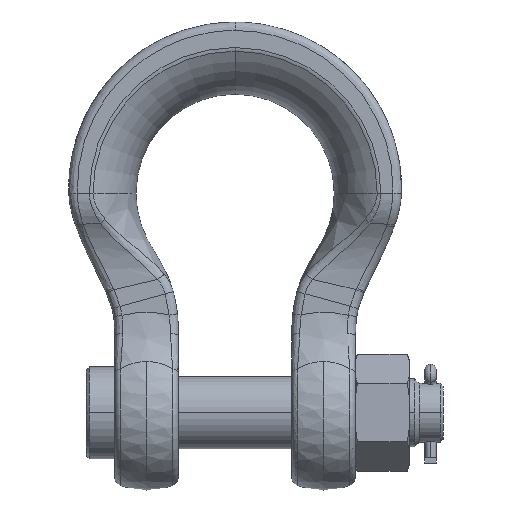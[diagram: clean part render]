
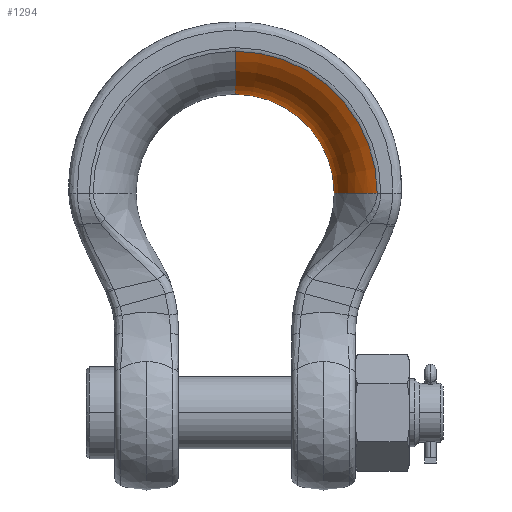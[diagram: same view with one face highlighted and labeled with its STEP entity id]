
A CAD part, left-side view. The second image highlights one B-rep face of the part: STEP entity #1294.
In plain terms, the highlighted toroidal (fillet/blend) face has major radius 123 mm and minor radius 53 mm.
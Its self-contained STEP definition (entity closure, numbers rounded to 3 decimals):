
#1294=ADVANCED_FACE('',(#2859),#2860,.T.);
#2859=FACE_OUTER_BOUND('',#24546,.T.);
#2860=TOROIDAL_SURFACE('',#24547,123.0,53.);
#24546=EDGE_LOOP('',(#39645,#39646,#39647,#39648,#39649));
#24547=AXIS2_PLACEMENT_3D('',#39650,#39651,#39652);
#39645=ORIENTED_EDGE('',*,*,#42137,.T.);
#39646=ORIENTED_EDGE('',*,*,#42932,.T.);
#39647=ORIENTED_EDGE('',*,*,#42931,.T.);
#39648=ORIENTED_EDGE('',*,*,#42349,.T.);
#39649=ORIENTED_EDGE('',*,*,#42200,.T.);
#39650=CARTESIAN_POINT('',(0.,0.,155.0));
#39651=DIRECTION('',(-1.0,0.0,0.0));
#39652=DIRECTION('',(0.0,0.0,1.0));
#42137=EDGE_CURVE('',#44484,#44485,#44486,.T.);
#42200=EDGE_CURVE('',#44602,#44484,#44603,.T.);
#42349=EDGE_CURVE('',#44869,#44602,#44870,.T.);
#42931=EDGE_CURVE('',#45716,#44869,#45717,.T.);
#42932=EDGE_CURVE('',#44485,#45716,#45718,.T.);
#44484=VERTEX_POINT('',#49609);
#44485=VERTEX_POINT('',#49610);
#44486=CIRCLE('',#49611,70.);
#44602=VERTEX_POINT('',#50612);
#44603=CIRCLE('',#50613,53.);
#44869=VERTEX_POINT('',#52843);
#44870=CIRCLE('',#52844,100.37);
#45716=VERTEX_POINT('',#64078);
#45717=CIRCLE('',#64079,52.99);
#45718=B_SPLINE_CURVE_WITH_KNOTS('',3,(#64080,#64081,#64082,#64083,#64084,#64085,#64086,#64087,#64088,#64089,#64090,#64091,#64092,#64093,#64094,#64095,#64096,#64097,#64098,#64099,#64100,#64101,#64102,#64103,#64104,#64105,#64106,#64107,#64108,#64109,#64110,#64111,#64112,#64113),.UNSPECIFIED.,.F.,.F.,(4,3,3,3,3,3,3,3,3,3,3,4),(0.0,0.117,0.264,0.324,0.433,0.464,0.563,0.567,0.801,0.825,0.924,1.),.UNSPECIFIED.);
#49609=CARTESIAN_POINT('',(0.,0.,225.0));
#49610=CARTESIAN_POINT('',(0.,-70.,155.));
#49611=AXIS2_PLACEMENT_3D('',#74073,#74074,#74075);
#50612=CARTESIAN_POINT('',(-47.926,0.,255.369));
#50613=AXIS2_PLACEMENT_3D('',#74160,#74161,#74162);
#52843=CARTESIAN_POINT('',(-47.926,-100.37,155.));
#52844=AXIS2_PLACEMENT_3D('',#74412,#74413,#74414);
#64078=CARTESIAN_POINT('',(-46.297,-97.201,155.));
#64079=AXIS2_PLACEMENT_3D('',#74882,#74883,#74884);
#64080=CARTESIAN_POINT('',(0.,-70.,155.));
#64081=CARTESIAN_POINT('',(-2.098,-70.001,155.));
#64082=CARTESIAN_POINT('',(-4.235,-70.125,155.003));
#64083=CARTESIAN_POINT('',(-6.382,-70.386,155.005));
#64084=CARTESIAN_POINT('',(-9.072,-70.712,155.007));
#64085=CARTESIAN_POINT('',(-11.778,-71.251,155.008));
#64086=CARTESIAN_POINT('',(-14.447,-72.007,155.007));
#64087=CARTESIAN_POINT('',(-15.531,-72.314,155.007));
#64088=CARTESIAN_POINT('',(-16.61,-72.657,155.006));
#64089=CARTESIAN_POINT('',(-17.68,-73.036,155.005));
#64090=CARTESIAN_POINT('',(-19.641,-73.729,155.003));
#64091=CARTESIAN_POINT('',(-21.571,-74.543,155.001));
#64092=CARTESIAN_POINT('',(-23.452,-75.471,155.));
#64093=CARTESIAN_POINT('',(-23.978,-75.731,155.));
#64094=CARTESIAN_POINT('',(-24.501,-76.,155.));
#64095=CARTESIAN_POINT('',(-25.02,-76.277,155.));
#64096=CARTESIAN_POINT('',(-26.71,-77.183,155.));
#64097=CARTESIAN_POINT('',(-28.351,-78.18,155.002));
#64098=CARTESIAN_POINT('',(-29.93,-79.26,155.003));
#64099=CARTESIAN_POINT('',(-29.994,-79.304,155.003));
#64100=CARTESIAN_POINT('',(-30.058,-79.347,155.003));
#64101=CARTESIAN_POINT('',(-30.121,-79.391,155.004));
#64102=CARTESIAN_POINT('',(-33.81,-81.939,155.007));
#64103=CARTESIAN_POINT('',(-37.154,-84.95,155.009));
#64104=CARTESIAN_POINT('',(-40.029,-88.263,155.005));
#64105=CARTESIAN_POINT('',(-40.318,-88.596,155.005));
#64106=CARTESIAN_POINT('',(-40.602,-88.931,155.004));
#64107=CARTESIAN_POINT('',(-40.881,-89.269,155.004));
#64108=CARTESIAN_POINT('',(-42.056,-90.694,155.002));
#64109=CARTESIAN_POINT('',(-43.147,-92.168,155.));
#64110=CARTESIAN_POINT('',(-44.146,-93.672,155.));
#64111=CARTESIAN_POINT('',(-44.916,-94.831,155.));
#64112=CARTESIAN_POINT('',(-45.633,-96.009,155.));
#64113=CARTESIAN_POINT('',(-46.297,-97.201,155.));
#74073=CARTESIAN_POINT('',(0.,0.,155.0));
#74074=DIRECTION('',(1.0,0.0,-0.0));
#74075=DIRECTION('',(0.0,0.0,1.0));
#74160=CARTESIAN_POINT('',(0.,0.,278.0));
#74161=DIRECTION('',(-0.0,-1.0,0.));
#74162=DIRECTION('',(0.0,0.,1.0));
#74412=CARTESIAN_POINT('',(-47.926,0.,155.));
#74413=DIRECTION('',(-1.,0.,0.));
#74414=DIRECTION('',(0.,0.,1.));
#74882=CARTESIAN_POINT('',(-0.008,-122.995,155.));
#74883=DIRECTION('',(0.,0.,1.));
#74884=DIRECTION('',(-0.904,0.427,0.));
